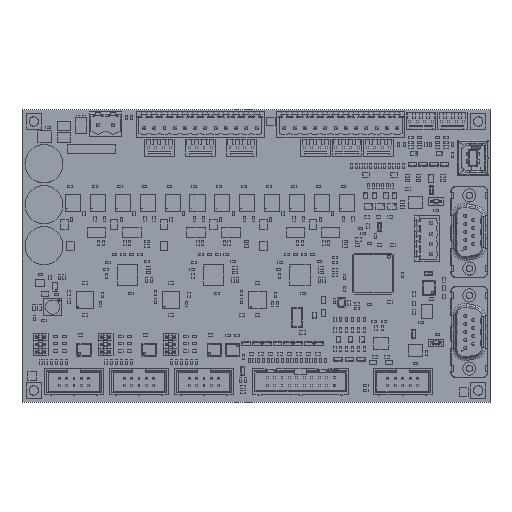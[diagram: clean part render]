
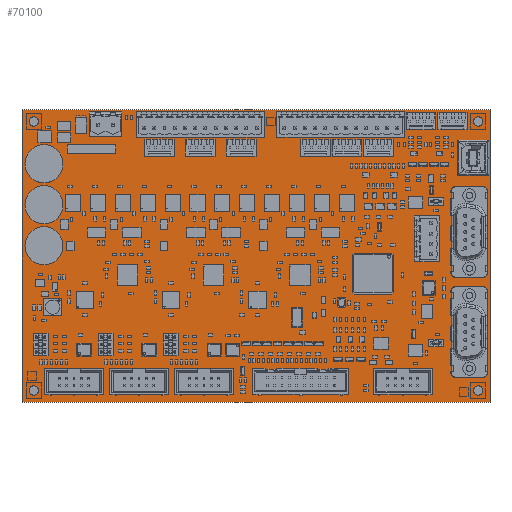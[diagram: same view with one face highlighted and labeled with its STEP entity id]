
A CAD part, top view. The second image highlights one B-rep face of the part: STEP entity #70100.
In plain terms, the highlighted planar face has unit normal (0, 0, 1).
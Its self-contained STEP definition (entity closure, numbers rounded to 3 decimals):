
#5568=CIRCLE('',#76230,1.6);
#5570=CIRCLE('',#76233,1.6);
#5572=CIRCLE('',#76236,1.6);
#5574=CIRCLE('',#76239,1.6);
#5899=FACE_BOUND('',#13072,.T.);
#5900=FACE_BOUND('',#13073,.T.);
#5901=FACE_BOUND('',#13074,.T.);
#5902=FACE_BOUND('',#13075,.T.);
#9114=FACE_OUTER_BOUND('',#13071,.T.);
#13071=EDGE_LOOP('',(#61600,#61601,#61602,#61603));
#13072=EDGE_LOOP('',(#61604));
#13073=EDGE_LOOP('',(#61605));
#13074=EDGE_LOOP('',(#61606));
#13075=EDGE_LOOP('',(#61607));
#20802=LINE('',#115026,#28957);
#20803=LINE('',#115028,#28958);
#20804=LINE('',#115030,#28959);
#20805=LINE('',#115031,#28960);
#28957=VECTOR('',#93340,1.);
#28958=VECTOR('',#93341,1.);
#28959=VECTOR('',#93342,1.);
#28960=VECTOR('',#93343,1.);
#35166=VERTEX_POINT('',#115002);
#35168=VERTEX_POINT('',#115008);
#35170=VERTEX_POINT('',#115014);
#35172=VERTEX_POINT('',#115020);
#35173=VERTEX_POINT('',#115024);
#35174=VERTEX_POINT('',#115025);
#35175=VERTEX_POINT('',#115027);
#35176=VERTEX_POINT('',#115029);
#44098=EDGE_CURVE('',#35166,#35166,#5568,.T.);
#44101=EDGE_CURVE('',#35168,#35168,#5570,.T.);
#44104=EDGE_CURVE('',#35170,#35170,#5572,.T.);
#44107=EDGE_CURVE('',#35172,#35172,#5574,.T.);
#44108=EDGE_CURVE('',#35173,#35174,#20802,.T.);
#44109=EDGE_CURVE('',#35174,#35175,#20803,.T.);
#44110=EDGE_CURVE('',#35175,#35176,#20804,.T.);
#44111=EDGE_CURVE('',#35176,#35173,#20805,.T.);
#61600=ORIENTED_EDGE('',*,*,#44108,.T.);
#61601=ORIENTED_EDGE('',*,*,#44109,.T.);
#61602=ORIENTED_EDGE('',*,*,#44110,.T.);
#61603=ORIENTED_EDGE('',*,*,#44111,.T.);
#61604=ORIENTED_EDGE('',*,*,#44098,.T.);
#61605=ORIENTED_EDGE('',*,*,#44101,.T.);
#61606=ORIENTED_EDGE('',*,*,#44104,.T.);
#61607=ORIENTED_EDGE('',*,*,#44107,.T.);
#66404=PLANE('',#76240);
#70100=ADVANCED_FACE('',(#9114,#5899,#5900,#5901,#5902),#66404,.T.);
#76230=AXIS2_PLACEMENT_3D('',#115004,#93315,#93316);
#76233=AXIS2_PLACEMENT_3D('',#115010,#93322,#93323);
#76236=AXIS2_PLACEMENT_3D('',#115016,#93329,#93330);
#76239=AXIS2_PLACEMENT_3D('',#115022,#93336,#93337);
#76240=AXIS2_PLACEMENT_3D('',#115023,#93338,#93339);
#93315=DIRECTION('center_axis',(0.,0.,-1.));
#93316=DIRECTION('ref_axis',(1.,0.,0.));
#93322=DIRECTION('center_axis',(0.,0.,-1.));
#93323=DIRECTION('ref_axis',(1.,0.,0.));
#93329=DIRECTION('center_axis',(0.,0.,-1.));
#93330=DIRECTION('ref_axis',(1.,0.,0.));
#93336=DIRECTION('center_axis',(0.,0.,-1.));
#93337=DIRECTION('ref_axis',(1.,0.,0.));
#93338=DIRECTION('center_axis',(0.,0.,1.));
#93339=DIRECTION('ref_axis',(1.,0.,0.));
#93340=DIRECTION('',(1.,0.,0.));
#93341=DIRECTION('',(0.,1.,0.));
#93342=DIRECTION('',(-1.,0.,0.));
#93343=DIRECTION('',(0.,-1.,0.));
#115002=CARTESIAN_POINT('',(2.4,96.,1.54));
#115004=CARTESIAN_POINT('Origin',(4.,96.,1.54));
#115008=CARTESIAN_POINT('',(154.4,96.,1.54));
#115010=CARTESIAN_POINT('Origin',(156.,96.,1.54));
#115014=CARTESIAN_POINT('',(154.4,4.,1.54));
#115016=CARTESIAN_POINT('Origin',(156.,4.,1.54));
#115020=CARTESIAN_POINT('',(2.4,4.,1.54));
#115022=CARTESIAN_POINT('Origin',(4.,4.,1.54));
#115023=CARTESIAN_POINT('Origin',(80.,50.,1.54));
#115024=CARTESIAN_POINT('',(0.,0.,1.54));
#115025=CARTESIAN_POINT('',(160.,0.,1.54));
#115026=CARTESIAN_POINT('',(80.,0.,1.54));
#115027=CARTESIAN_POINT('',(160.,100.,1.54));
#115028=CARTESIAN_POINT('',(160.,50.,1.54));
#115029=CARTESIAN_POINT('',(0.,100.,1.54));
#115030=CARTESIAN_POINT('',(80.,100.,1.54));
#115031=CARTESIAN_POINT('',(0.,50.,1.54));
